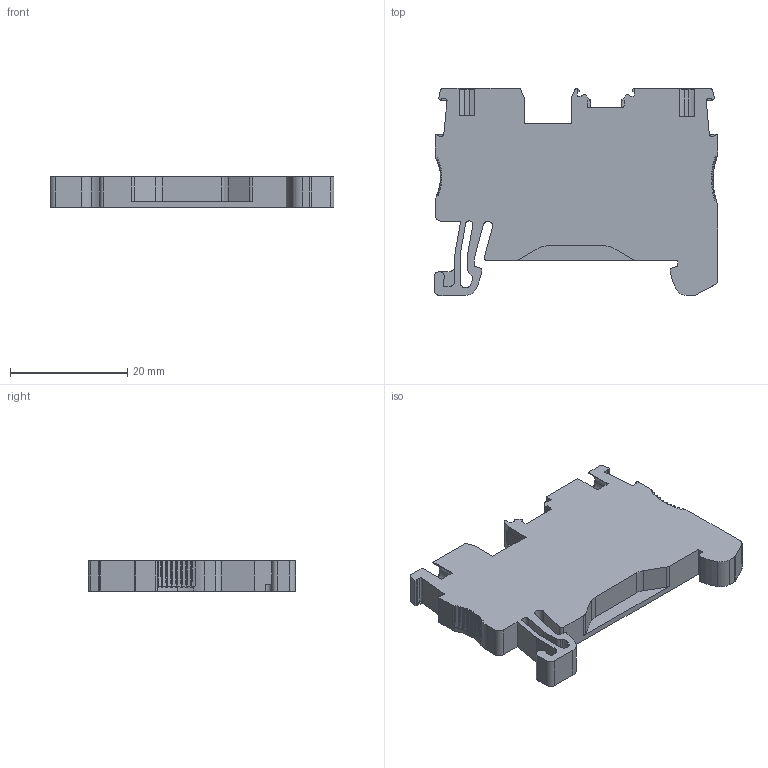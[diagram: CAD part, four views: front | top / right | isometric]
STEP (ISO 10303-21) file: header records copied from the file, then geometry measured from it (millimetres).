
FILE_DESCRIPTION (( 'STEP AP214' ), '1' );
FILE_NAME ('抔樦憵 PTP2,5-2-XX.step', '2025-09-17T05:46:47', ( '' ), ( '' ), 'SwSTEP 2.0', 'SolidWorks 2024', '' );
FILE_SCHEMA (( 'AUTOMOTIVE_DESIGN' ));
Length unit declared in the file: millimetre
Products named in the file (1): Клемма PTP2,5-2-XX
Bounding box: 48.4 x 35.3 x 5.2 mm (x, y, z)
Volume: 6424.5 mm3; surface area: 4259.5 mm2
Topology: 1 solids, 1 shells, 448 faces, 1312 edges, 869 vertices
Faces by surface type: plane 294, cylinder 149, torus 5
Entity records: 19811 total; most frequent: CARTESIAN_POINT 2842, ORIENTED_EDGE 2624, DIRECTION 2462, EDGE_CURVE 1312, VECTOR 924, LINE 924, VERTEX_POINT 869, AXIS2_PLACEMENT_3D 769
